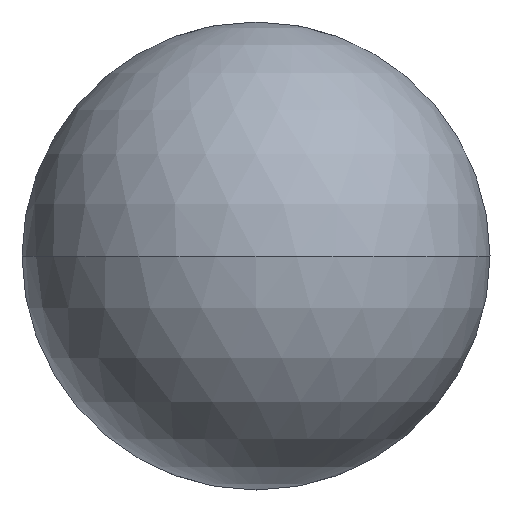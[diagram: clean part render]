
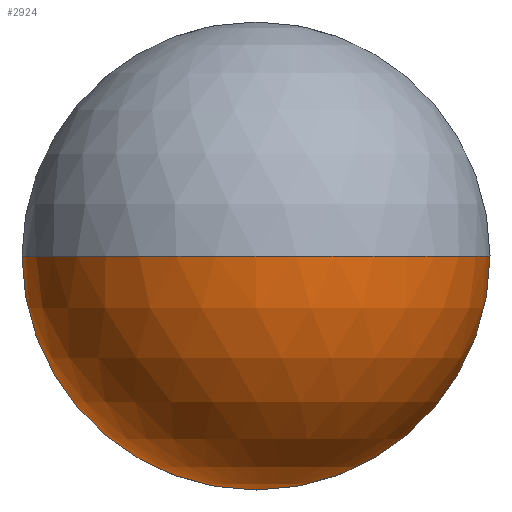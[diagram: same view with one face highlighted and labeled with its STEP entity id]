
A CAD part, left-side view. The second image highlights one B-rep face of the part: STEP entity #2924.
In plain terms, the highlighted spherical face has radius 2.5 mm.
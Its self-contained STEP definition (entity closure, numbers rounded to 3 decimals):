
#2871 = EDGE_LOOP ( 'NONE', ( #2925, #2928, #2909 ) ) ;
#2874 = VERTEX_POINT ( 'NONE', #16769 ) ;
#2909 = ORIENTED_EDGE ( 'NONE', *, *, #2910, .F. ) ;
#2910 = EDGE_CURVE ( 'NONE', #2930, #2874, #16864, .T. ) ;
#2924 = ADVANCED_FACE ( 'NONE', ( #16922 ), #16962, .T. ) ;
#2925 = ORIENTED_EDGE ( 'NONE', *, *, #2926, .F. ) ;
#2926 = EDGE_CURVE ( 'NONE', #2927, #2930, #16963, .T. ) ;
#2927 = VERTEX_POINT ( 'NONE', #16953 ) ;
#2928 = ORIENTED_EDGE ( 'NONE', *, *, #2986, .T. ) ;
#2930 = VERTEX_POINT ( 'NONE', #16995 ) ;
#2986 = EDGE_CURVE ( 'NONE', #2927, #2874, #17007, .T. ) ;
#16769 = CARTESIAN_POINT ( 'NONE',  ( -6.1, 2.5, 0. ) ) ;
#16861 = DIRECTION ( 'NONE',  ( 0., 1., 0. ) ) ;
#16862 = DIRECTION ( 'NONE',  ( 1., 0., 0. ) ) ;
#16863 = AXIS2_PLACEMENT_3D ( 'NONE', #16870, #16862, #16861 ) ;
#16864 = CIRCLE ( 'NONE', #16863, 2.5 ) ;
#16870 = CARTESIAN_POINT ( 'NONE',  ( -6.1, 0., 0. ) ) ;
#16922 = FACE_OUTER_BOUND ( 'NONE', #2871, .T. ) ;
#16953 = CARTESIAN_POINT ( 'NONE',  ( -8.6, 0., 0. ) ) ;
#16954 = DIRECTION ( 'NONE',  ( 1., 0., 0. ) ) ;
#16955 = DIRECTION ( 'NONE',  ( 0., 0., 1. ) ) ;
#16956 = CARTESIAN_POINT ( 'NONE',  ( -6.1, 0., 0. ) ) ;
#16957 = AXIS2_PLACEMENT_3D ( 'NONE', #16956, #16955, #16954 ) ;
#16959 = DIRECTION ( 'NONE',  ( 0., -1., 0. ) ) ;
#16960 = DIRECTION ( 'NONE',  ( 0., 0., -1. ) ) ;
#16961 = AXIS2_PLACEMENT_3D ( 'NONE', #16964, #16960, #16959 ) ;
#16962 = SPHERICAL_SURFACE ( 'NONE', #16961, 2.5 ) ;
#16963 = CIRCLE ( 'NONE', #16957, 2.5 ) ;
#16964 = CARTESIAN_POINT ( 'NONE',  ( -6.1, 0., 0. ) ) ;
#16995 = CARTESIAN_POINT ( 'NONE',  ( -6.1, -2.5, 0. ) ) ;
#17003 = DIRECTION ( 'NONE',  ( 0., 1., 0. ) ) ;
#17004 = DIRECTION ( 'NONE',  ( 0., 0., -1. ) ) ;
#17005 = CARTESIAN_POINT ( 'NONE',  ( -6.1, 0., 0. ) ) ;
#17006 = AXIS2_PLACEMENT_3D ( 'NONE', #17005, #17004, #17003 ) ;
#17007 = CIRCLE ( 'NONE', #17006, 2.5 ) ;
